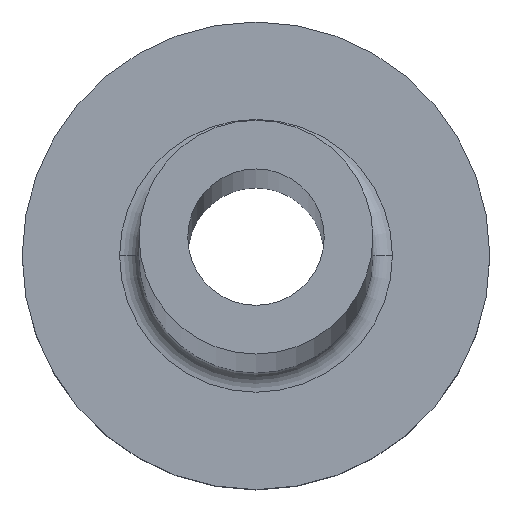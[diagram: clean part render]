
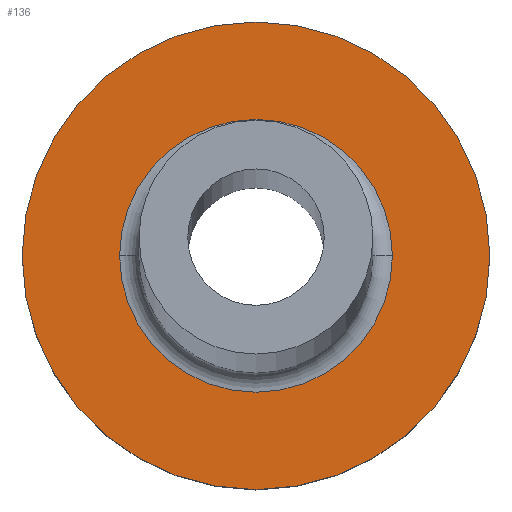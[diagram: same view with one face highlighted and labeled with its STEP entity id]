
A CAD part, top view. The second image highlights one B-rep face of the part: STEP entity #136.
In plain terms, the highlighted planar face has unit normal (0, 0, 1).
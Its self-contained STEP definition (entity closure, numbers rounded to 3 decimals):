
#1 = EDGE_CURVE ( 'NONE', #63, #245, #211, .T. ) ;
#6 = CARTESIAN_POINT ( 'NONE',  ( -3.5, 0., 5. ) ) ;
#8 = CARTESIAN_POINT ( 'NONE',  ( 0., 0., 5. ) ) ;
#22 = DIRECTION ( 'NONE',  ( 1., 0., 0. ) ) ;
#42 = AXIS2_PLACEMENT_3D ( 'NONE', #376, #251, #257 ) ;
#62 = EDGE_CURVE ( 'NONE', #346, #180, #212, .T. ) ;
#63 = VERTEX_POINT ( 'NONE', #253 ) ;
#65 = AXIS2_PLACEMENT_3D ( 'NONE', #328, #140, #270 ) ;
#71 = DIRECTION ( 'NONE',  ( 1., 0., 0. ) ) ;
#73 = CIRCLE ( 'NONE', #65, 3.5 ) ;
#83 = EDGE_LOOP ( 'NONE', ( #216, #271 ) ) ;
#95 = DIRECTION ( 'NONE',  ( 0., 0., 1. ) ) ;
#106 = EDGE_LOOP ( 'NONE', ( #205, #209 ) ) ;
#123 = CARTESIAN_POINT ( 'NONE',  ( -6., 0., 5. ) ) ;
#136 = ADVANCED_FACE ( 'NONE', ( #240, #238 ), #290, .T. ) ;
#140 = DIRECTION ( 'NONE',  ( 0., 0., -1. ) ) ;
#148 = AXIS2_PLACEMENT_3D ( 'NONE', #353, #168, #22 ) ;
#153 = DIRECTION ( 'NONE',  ( 0., 0., -1. ) ) ;
#168 = DIRECTION ( 'NONE',  ( 0., 0., 1. ) ) ;
#180 = VERTEX_POINT ( 'NONE', #204 ) ;
#204 = CARTESIAN_POINT ( 'NONE',  ( 3.5, 0., 5. ) ) ;
#205 = ORIENTED_EDGE ( 'NONE', *, *, #224, .T. ) ;
#209 = ORIENTED_EDGE ( 'NONE', *, *, #62, .T. ) ;
#211 = CIRCLE ( 'NONE', #42, 6. ) ;
#212 = CIRCLE ( 'NONE', #373, 3.5 ) ;
#216 = ORIENTED_EDGE ( 'NONE', *, *, #378, .T. ) ;
#220 = CARTESIAN_POINT ( 'NONE',  ( 0., 0., 5. ) ) ;
#224 = EDGE_CURVE ( 'NONE', #180, #346, #73, .T. ) ;
#238 = FACE_OUTER_BOUND ( 'NONE', #83, .T. ) ;
#240 = FACE_BOUND ( 'NONE', #106, .T. ) ;
#245 = VERTEX_POINT ( 'NONE', #123 ) ;
#251 = DIRECTION ( 'NONE',  ( 0., 0., 1. ) ) ;
#253 = CARTESIAN_POINT ( 'NONE',  ( 6., 0., 5. ) ) ;
#257 = DIRECTION ( 'NONE',  ( 1., 0., 0. ) ) ;
#270 = DIRECTION ( 'NONE',  ( 1., 0., 0. ) ) ;
#271 = ORIENTED_EDGE ( 'NONE', *, *, #1, .T. ) ;
#275 = CIRCLE ( 'NONE', #362, 6. ) ;
#282 = DIRECTION ( 'NONE',  ( 1., 0., 0. ) ) ;
#290 = PLANE ( 'NONE',  #148 ) ;
#328 = CARTESIAN_POINT ( 'NONE',  ( 0., 0., 5. ) ) ;
#346 = VERTEX_POINT ( 'NONE', #6 ) ;
#353 = CARTESIAN_POINT ( 'NONE',  ( 0., 0., 5. ) ) ;
#362 = AXIS2_PLACEMENT_3D ( 'NONE', #8, #95, #71 ) ;
#373 = AXIS2_PLACEMENT_3D ( 'NONE', #220, #153, #282 ) ;
#376 = CARTESIAN_POINT ( 'NONE',  ( 0., 0., 5. ) ) ;
#378 = EDGE_CURVE ( 'NONE', #245, #63, #275, .T. ) ;
